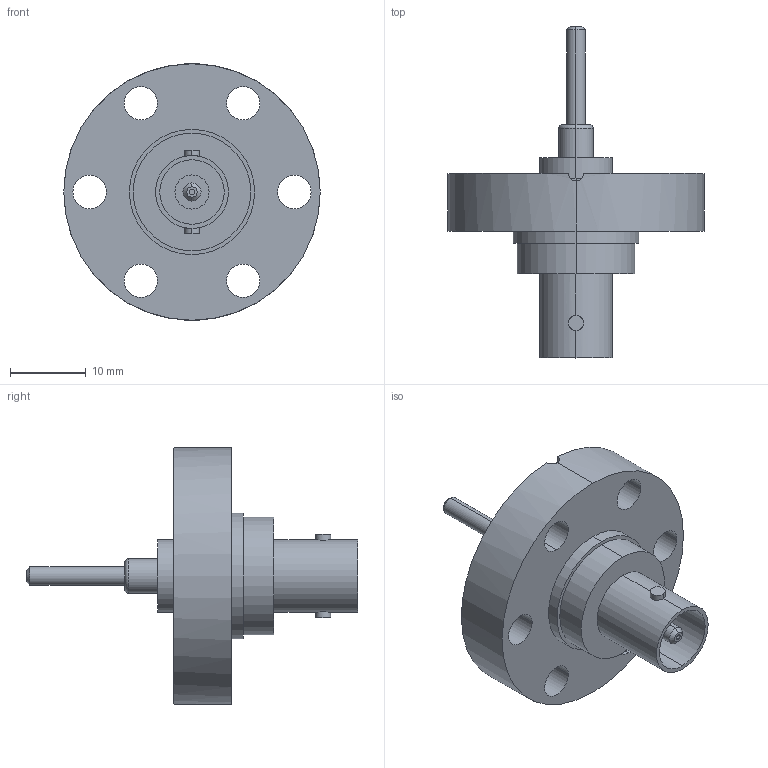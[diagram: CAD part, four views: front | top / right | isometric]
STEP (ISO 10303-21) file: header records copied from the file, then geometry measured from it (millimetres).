
FILE_DESCRIPTION (( 'STEP AP214' ), '1' );
FILE_NAME ('242-BNCF50-C16.step', '2025-02-18T20:47:16', ( '' ), ( '' ), 'SwSTEP 2.0', 'SolidWorks 2022', '' );
FILE_SCHEMA (( 'AUTOMOTIVE_DESIGN' ));
Length unit declared in the file: millimetre
Products named in the file (3): 242-BNCF50-I; 419-CF16-WX2_Bearb. auf 16.5; 242-BNCF50-C16
Assembly tree (2 placements, depth 2):
  242-BNCF50-C16
    419-CF16-WX2_Bearb. auf 16.5
    242-BNCF50-I
Bounding box: 33.8 x 43.75 x 33.8 mm (x, y, z)
Volume: 6392.3 mm3; surface area: 5908.1 mm2
Topology: 2 solids, 2 shells, 77 faces, 172 edges, 110 vertices
Faces by surface type: cylinder 48, plane 19, cone 8, torus 2
Entity records: 2516 total; most frequent: CARTESIAN_POINT 504, DIRECTION 424, ORIENTED_EDGE 344, AXIS2_PLACEMENT_3D 182, EDGE_CURVE 172, VERTEX_POINT 110, EDGE_LOOP 102, CIRCLE 100
